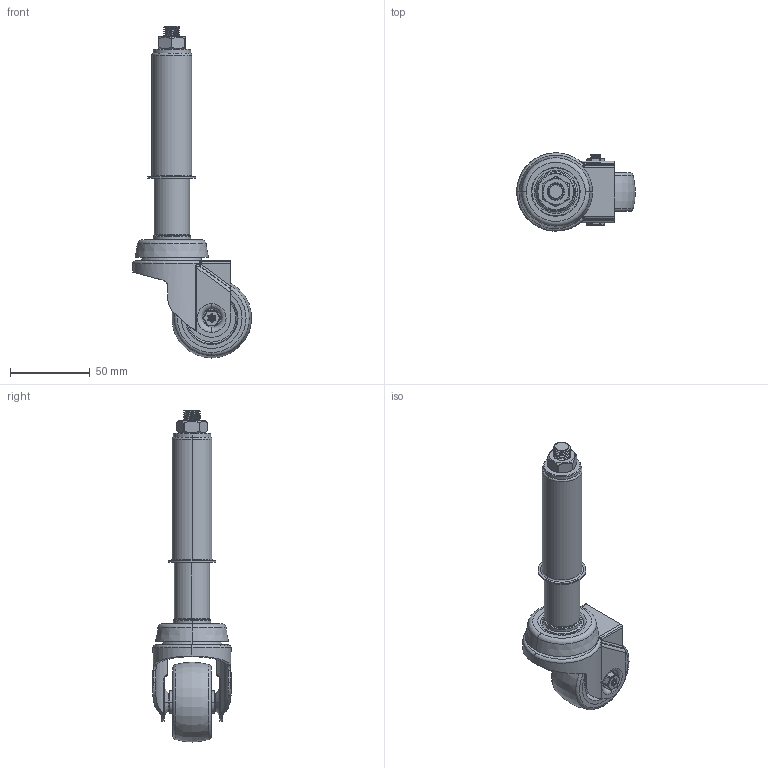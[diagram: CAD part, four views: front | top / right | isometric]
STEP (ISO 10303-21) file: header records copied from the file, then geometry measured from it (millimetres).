
FILE_DESCRIPTION(('STEP AP203'),'1');
FILE_NAME('BZRA50GRSPR16.STEP','2023-03-24T09:53:28',(' '),(' '),'Spatial InterOp 3D',' ',' ');
FILE_SCHEMA(('CONFIG_CONTROL_DESIGN'));
Length unit declared in the file: metre
Products named in the file (25): BZRA50ASBH10; ZINC PLATED PRESSED STEEL FORKS; ZINC PLATED PRESSED STEEL HEAD; BZRA50GRSPR16; BZL50WGR28; POLYPROPYLENE RIM; GREY THERMOPLASTIC RUBBER TYRE; TUBEM8X30; ZINC PLATED AXLE TUBE; BOLTBZRA6MM; ZINC PLATED AXLE BOLT; NM6GR8HALFGR8; ZINC PLATED LOCKING NUT; BZDSPR16KG; SPR16KGINTWASHER; WM12X24X2Z; SPRKGNOSPRING; STEM; INNER; OUTTER; nut; SPRING; NYLOCM10Z; RUBBER; NUT2
Assembly tree (25 placements, depth 4):
  BZRA50GRSPR16
    BZRA50ASBH10
      ZINC PLATED PRESSED STEEL FORKS
      ZINC PLATED PRESSED STEEL HEAD
    BZL50WGR28
      POLYPROPYLENE RIM
      GREY THERMOPLASTIC RUBBER TYRE
    TUBEM8X30
      ZINC PLATED AXLE TUBE
    BOLTBZRA6MM
      ZINC PLATED AXLE BOLT
    NM6GR8HALFGR8
      ZINC PLATED LOCKING NUT
    BZDSPR16KG
      SPR16KGINTWASHER
      WM12X24X2Z  x2
      SPRKGNOSPRING
        STEM
        INNER
        OUTTER
        nut
      SPRING
      NYLOCM10Z
        RUBBER
        NUT2
Bounding box: 74.32 x 48.99 x 208 mm (x, y, z)
Volume: 94346.8 mm3; surface area: 85517.2 mm2
Topology: 17 solids, 17 shells, 663 faces, 1600 edges, 991 vertices
Faces by surface type: cylinder 316, plane 113, torus 98, bspline 60, cone 48, sphere 28
Entity records: 82583 total; most frequent: CARTESIAN_POINT 66225, DIRECTION 3241, ORIENTED_EDGE 3152, EDGE_CURVE 1576, AXIS2_PLACEMENT_3D 1399, VERTEX_POINT 981, CIRCLE 760, EDGE_LOOP 713
